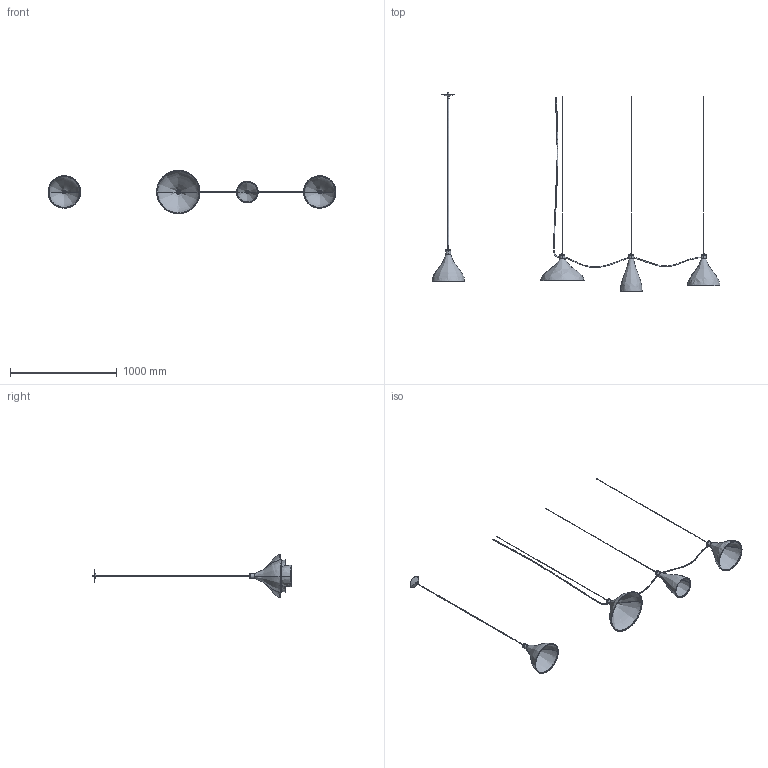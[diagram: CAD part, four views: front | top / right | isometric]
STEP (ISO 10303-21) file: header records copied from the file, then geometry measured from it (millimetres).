
FILE_DESCRIPTION(/* description */ (''),/* implementation_level */ '2;1');
FILE_NAME(/* name */ 'Swell',/* time_stamp */ '2018-01-11T16:09:46-08:00',/* author */ (''),/* organization */ (''),/* preprocessor_version */ 'ST-DEVELOPER v15',/* originating_system */ '',/* authorisation */ '');
FILE_SCHEMA (('CONFIG_CONTROL_DESIGN'));
Length unit declared in the file: millimetre
Products named in the file (8): Document; PB-SWL-012-03Master_3.31.2015; PB-SWL-013-04Master_3.31.2015; SwellSingle_ShrinkTubingR1; FemaleStrainReliefMaster_1.5.2015; Canopy-10212014Master_1.5.2015; CordMaster_1.5.2015; Swell_ShadeMedium_R12Master_1.5.2015
Assembly tree (16 placements, depth 2):
  Document
    PB-SWL-012-03Master_3.31.2015  x4
    PB-SWL-013-04Master_3.31.2015  x4
    SwellSingle_ShrinkTubingR1  x4
    FemaleStrainReliefMaster_1.5.2015
    Canopy-10212014Master_1.5.2015
    CordMaster_1.5.2015
    Swell_ShadeMedium_R12Master_1.5.2015
Bounding box: 2698.56 x 1861.77 x 406.11 mm (x, y, z)
Volume: 1531703.6 mm3; surface area: 1580627.9 mm2
Topology: 20 solids, 24 shells, 621 faces, 1538 edges, 1008 vertices
Faces by surface type: bspline 398, plane 223
Entity records: 17000 total; most frequent: CARTESIAN_POINT 12440, ORIENTED_EDGE 1232, EDGE_CURVE 624, VERTEX_POINT 396, B_SPLINE_CURVE_WITH_KNOTS 323, EDGE_LOOP 292, ADVANCED_FACE 261, FACE_OUTER_BOUND 261
